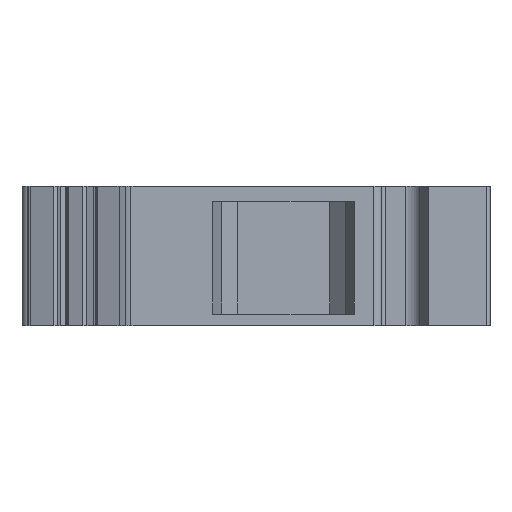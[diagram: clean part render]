
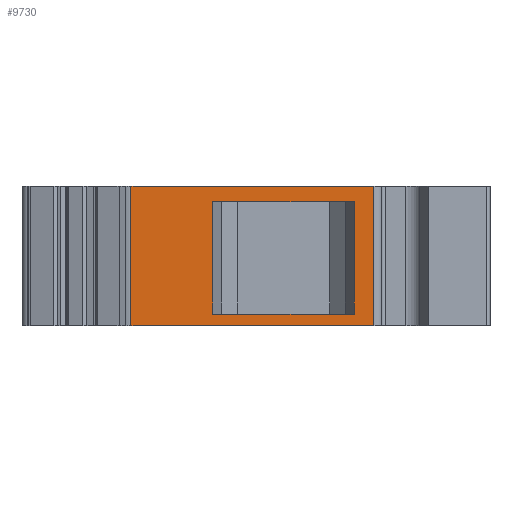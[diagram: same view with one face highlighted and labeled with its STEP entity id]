
A CAD part, left-side view. The second image highlights one B-rep face of the part: STEP entity #9730.
In plain terms, the highlighted face is planar.
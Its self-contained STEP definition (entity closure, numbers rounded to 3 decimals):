
#720=CARTESIAN_POINT('',(458.037,544.499,0.));
#730=VERTEX_POINT('',#720);
#780=CARTESIAN_POINT('',(458.037,544.499,0.));
#790=DIRECTION('',(0.,0.,-1.));
#800=VECTOR('',#790,1.);
#810=LINE('',#780,#800);
#820=CARTESIAN_POINT('',(458.037,544.499,-18.));
#830=VERTEX_POINT('',#820);
#840=EDGE_CURVE('',#730,#830,#810,.T.);
#8230=CARTESIAN_POINT('',(486.911,544.499,-2.));
#8240=VERTEX_POINT('',#8230);
#8640=CARTESIAN_POINT('',(468.582,544.499,-2.));
#8650=VERTEX_POINT('',#8640);
#8680=CARTESIAN_POINT('',(468.582,544.499,-2.));
#8690=DIRECTION('',(1.,0.,0.));
#8700=VECTOR('',#8690,1.);
#8710=LINE('',#8680,#8700);
#8720=EDGE_CURVE('',#8650,#8240,#8710,.T.);
#9110=CARTESIAN_POINT('',(468.582,544.499,-16.5));
#9120=VERTEX_POINT('',#9110);
#9150=CARTESIAN_POINT('',(468.582,544.499,0.));
#9160=DIRECTION('',(0.,0.,1.));
#9170=VECTOR('',#9160,1.);
#9180=LINE('',#9150,#9170);
#9190=EDGE_CURVE('',#9120,#8650,#9180,.T.);
#9250=CARTESIAN_POINT('',(486.911,544.499,0.));
#9260=DIRECTION('',(-0.,1.,0.));
#9270=DIRECTION('',(1.,0.,0.));
#9280=AXIS2_PLACEMENT_3D('',#9250,#9260,#9270);
#9290=PLANE('',#9280);
#9300=CARTESIAN_POINT('',(489.446,544.499,0.));
#9310=DIRECTION('',(0.,0.,-1.));
#9320=VECTOR('',#9310,1.);
#9330=LINE('',#9300,#9320);
#9340=CARTESIAN_POINT('',(489.446,544.499,0.));
#9350=VERTEX_POINT('',#9340);
#9360=CARTESIAN_POINT('',(489.446,544.499,-18.));
#9370=VERTEX_POINT('',#9360);
#9380=EDGE_CURVE('',#9350,#9370,#9330,.T.);
#9390=ORIENTED_EDGE('',*,*,#9380,.F.);
#9400=CARTESIAN_POINT('',(458.037,544.499,-18.));
#9410=DIRECTION('',(1.,0.,0.));
#9420=VECTOR('',#9410,1.);
#9430=LINE('',#9400,#9420);
#9440=EDGE_CURVE('',#830,#9370,#9430,.T.);
#9450=ORIENTED_EDGE('',*,*,#9440,.T.);
#9460=ORIENTED_EDGE('',*,*,#840,.T.);
#9470=CARTESIAN_POINT('',(458.037,544.499,0.));
#9480=DIRECTION('',(1.,0.,0.));
#9490=VECTOR('',#9480,1.);
#9500=LINE('',#9470,#9490);
#9510=EDGE_CURVE('',#730,#9350,#9500,.T.);
#9520=ORIENTED_EDGE('',*,*,#9510,.F.);
#9530=EDGE_LOOP('',(#9520,#9460,#9450,#9390));
#9540=FACE_OUTER_BOUND('',#9530,.T.);
#9550=ORIENTED_EDGE('',*,*,#8720,.T.);
#9560=ORIENTED_EDGE('',*,*,#9190,.T.);
#9570=CARTESIAN_POINT('',(0.,544.499,-16.5));
#9580=DIRECTION('',(1.,0.,0.));
#9590=VECTOR('',#9580,1.);
#9600=LINE('',#9570,#9590);
#9610=CARTESIAN_POINT('',(486.911,544.499,-16.5));
#9620=VERTEX_POINT('',#9610);
#9630=EDGE_CURVE('',#9120,#9620,#9600,.T.);
#9640=ORIENTED_EDGE('',*,*,#9630,.F.);
#9650=CARTESIAN_POINT('',(486.911,544.499,0.));
#9660=DIRECTION('',(0.,0.,-1.));
#9670=VECTOR('',#9660,1.);
#9680=LINE('',#9650,#9670);
#9690=EDGE_CURVE('',#8240,#9620,#9680,.T.);
#9700=ORIENTED_EDGE('',*,*,#9690,.T.);
#9710=EDGE_LOOP('',(#9700,#9640,#9560,#9550));
#9720=FACE_BOUND('',#9710,.T.);
#9730=ADVANCED_FACE('',(#9540,#9720),#9290,.F.);
